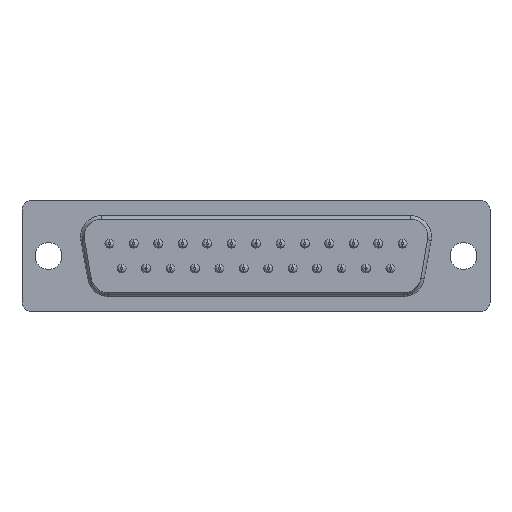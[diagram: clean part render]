
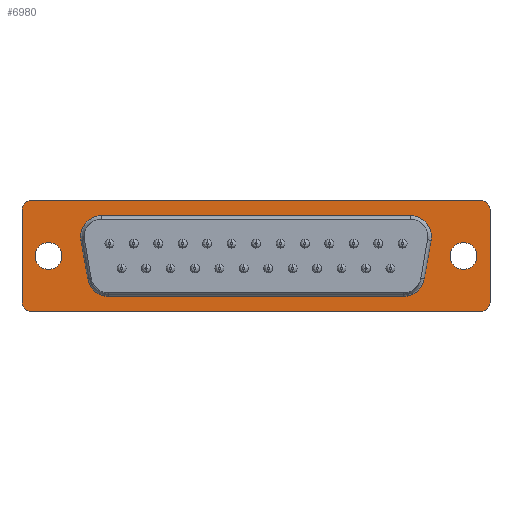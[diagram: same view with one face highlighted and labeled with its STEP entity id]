
A CAD part, top view. The second image highlights one B-rep face of the part: STEP entity #6980.
In plain terms, the highlighted planar face has unit normal (0, 0, 1).
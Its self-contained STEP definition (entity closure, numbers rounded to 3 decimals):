
#4504=FACE_BOUND('',#8993,.T.);
#4505=FACE_BOUND('',#8994,.T.);
#4506=FACE_BOUND('',#8995,.T.);
#4507=FACE_BOUND('',#8996,.T.);
#5865=CIRCLE('',#26937,1.525);
#5867=CIRCLE('',#26939,1.525);
#5869=CIRCLE('',#26941,1.525);
#5871=CIRCLE('',#26943,1.525);
#5875=CIRCLE('',#26980,2.4);
#5879=CIRCLE('',#26987,2.4);
#5883=CIRCLE('',#26994,2.4);
#5887=CIRCLE('',#26999,2.4);
#5888=CIRCLE('',#27000,2.4);
#5995=CIRCLE('',#27146,1.);
#5996=CIRCLE('',#27149,1.);
#5997=CIRCLE('',#27152,1.);
#5998=CIRCLE('',#27155,1.);
#6980=ADVANCED_FACE('',(#4504,#4505,#4506,#4507),#7793,.T.);
#7793=PLANE('',#27158);
#8993=EDGE_LOOP('',(#10612,#10613));
#8994=EDGE_LOOP('',(#10614,#10615,#10616,#10617,#10618,#10619,#10620,#10621,
#10622));
#8995=EDGE_LOOP('',(#10623,#10624));
#8996=EDGE_LOOP('',(#10625,#10626,#10627,#10628,#10629,#10630,#10631,#10632));
#10612=ORIENTED_EDGE('',*,*,#15421,.T.);
#10613=ORIENTED_EDGE('',*,*,#15425,.T.);
#10614=ORIENTED_EDGE('',*,*,#15535,.F.);
#10615=ORIENTED_EDGE('',*,*,#15534,.F.);
#10616=ORIENTED_EDGE('',*,*,#15537,.T.);
#10617=ORIENTED_EDGE('',*,*,#15528,.T.);
#10618=ORIENTED_EDGE('',*,*,#15526,.T.);
#10619=ORIENTED_EDGE('',*,*,#15519,.T.);
#10620=ORIENTED_EDGE('',*,*,#15517,.T.);
#10621=ORIENTED_EDGE('',*,*,#15509,.T.);
#10622=ORIENTED_EDGE('',*,*,#15754,.F.);
#10623=ORIENTED_EDGE('',*,*,#15427,.T.);
#10624=ORIENTED_EDGE('',*,*,#15431,.T.);
#10625=ORIENTED_EDGE('',*,*,#15753,.T.);
#10626=ORIENTED_EDGE('',*,*,#15730,.T.);
#10627=ORIENTED_EDGE('',*,*,#15735,.T.);
#10628=ORIENTED_EDGE('',*,*,#15738,.T.);
#10629=ORIENTED_EDGE('',*,*,#15741,.T.);
#10630=ORIENTED_EDGE('',*,*,#15744,.T.);
#10631=ORIENTED_EDGE('',*,*,#15747,.T.);
#10632=ORIENTED_EDGE('',*,*,#15750,.T.);
#14042=VERTEX_POINT('',#34482);
#14043=VERTEX_POINT('',#34483);
#14046=VERTEX_POINT('',#34498);
#14047=VERTEX_POINT('',#34499);
#14102=VERTEX_POINT('',#34675);
#14103=VERTEX_POINT('',#34676);
#14108=VERTEX_POINT('',#34691);
#14109=VERTEX_POINT('',#34695);
#14114=VERTEX_POINT('',#34709);
#14115=VERTEX_POINT('',#34713);
#14119=VERTEX_POINT('',#34723);
#14120=VERTEX_POINT('',#34725);
#14121=VERTEX_POINT('',#34727);
#14236=VERTEX_POINT('',#35572);
#14237=VERTEX_POINT('',#35573);
#14240=VERTEX_POINT('',#35582);
#14242=VERTEX_POINT('',#35588);
#14244=VERTEX_POINT('',#35594);
#14246=VERTEX_POINT('',#35600);
#14248=VERTEX_POINT('',#35606);
#14250=VERTEX_POINT('',#35612);
#15421=EDGE_CURVE('',#14042,#14043,#5865,.T.);
#15425=EDGE_CURVE('',#14043,#14042,#5867,.T.);
#15427=EDGE_CURVE('',#14046,#14047,#5869,.T.);
#15431=EDGE_CURVE('',#14047,#14046,#5871,.T.);
#15509=EDGE_CURVE('',#14102,#14103,#5875,.T.);
#15517=EDGE_CURVE('',#14108,#14102,#19493,.T.);
#15519=EDGE_CURVE('',#14109,#14108,#5879,.T.);
#15526=EDGE_CURVE('',#14114,#14109,#19498,.T.);
#15528=EDGE_CURVE('',#14115,#14114,#5883,.T.);
#15534=EDGE_CURVE('',#14119,#14120,#5887,.T.);
#15535=EDGE_CURVE('',#14120,#14121,#5888,.T.);
#15537=EDGE_CURVE('',#14119,#14115,#19503,.T.);
#15730=EDGE_CURVE('',#14236,#14237,#5995,.T.);
#15735=EDGE_CURVE('',#14237,#14240,#19594,.T.);
#15738=EDGE_CURVE('',#14240,#14242,#5996,.T.);
#15741=EDGE_CURVE('',#14242,#14244,#19599,.T.);
#15744=EDGE_CURVE('',#14244,#14246,#5997,.T.);
#15747=EDGE_CURVE('',#14246,#14248,#19604,.T.);
#15750=EDGE_CURVE('',#14248,#14250,#5998,.T.);
#15753=EDGE_CURVE('',#14250,#14236,#19609,.T.);
#15754=EDGE_CURVE('',#14121,#14103,#19610,.T.);
#19493=LINE('',#34690,#20772);
#19498=LINE('',#34708,#20777);
#19503=LINE('',#34730,#20782);
#19594=LINE('',#35581,#20873);
#19599=LINE('',#35593,#20878);
#19604=LINE('',#35605,#20883);
#19609=LINE('',#35617,#20888);
#19610=LINE('',#35619,#20889);
#20772=VECTOR('',#29170,1.);
#20777=VECTOR('',#29189,1.);
#20782=VECTOR('',#29212,1.);
#20873=VECTOR('',#29623,1.);
#20878=VECTOR('',#29634,1.);
#20883=VECTOR('',#29645,1.);
#20888=VECTOR('',#29656,1.);
#20889=VECTOR('',#29659,1.);
#26937=AXIS2_PLACEMENT_3D('',#34481,#28986,#28987);
#26939=AXIS2_PLACEMENT_3D('',#34492,#28993,#28994);
#26941=AXIS2_PLACEMENT_3D('',#34497,#28998,#28999);
#26943=AXIS2_PLACEMENT_3D('',#34508,#29005,#29006);
#26980=AXIS2_PLACEMENT_3D('',#34674,#29154,#29155);
#26987=AXIS2_PLACEMENT_3D('',#34694,#29174,#29175);
#26994=AXIS2_PLACEMENT_3D('',#34712,#29193,#29194);
#26999=AXIS2_PLACEMENT_3D('',#34724,#29205,#29206);
#27000=AXIS2_PLACEMENT_3D('',#34726,#29207,#29208);
#27146=AXIS2_PLACEMENT_3D('',#35571,#29615,#29616);
#27149=AXIS2_PLACEMENT_3D('',#35587,#29628,#29629);
#27152=AXIS2_PLACEMENT_3D('',#35599,#29639,#29640);
#27155=AXIS2_PLACEMENT_3D('',#35611,#29650,#29651);
#27158=AXIS2_PLACEMENT_3D('',#35620,#29660,#29661);
#28986=DIRECTION('',(0.,0.,-1.));
#28987=DIRECTION('',(-1.,0.,0.));
#28993=DIRECTION('',(0.,0.,-1.));
#28994=DIRECTION('',(1.,0.,0.));
#28998=DIRECTION('',(0.,0.,-1.));
#28999=DIRECTION('',(-1.,0.,0.));
#29005=DIRECTION('',(0.,0.,-1.));
#29006=DIRECTION('',(1.,0.,0.));
#29154=DIRECTION('',(0.,0.,-1.));
#29155=DIRECTION('',(-0.985,-0.174,0.));
#29170=DIRECTION('',(-0.174,0.985,0.));
#29174=DIRECTION('',(0.,0.,-1.));
#29175=DIRECTION('',(0.,-1.,0.));
#29189=DIRECTION('',(-1.,0.,0.));
#29193=DIRECTION('',(0.,0.,-1.));
#29194=DIRECTION('',(0.985,-0.174,0.));
#29205=DIRECTION('',(0.,0.,1.));
#29206=DIRECTION('',(0.985,-0.174,0.));
#29207=DIRECTION('',(0.,0.,1.));
#29208=DIRECTION('',(1.,0.,0.));
#29212=DIRECTION('',(-0.174,-0.985,0.));
#29615=DIRECTION('',(0.,0.,1.));
#29616=DIRECTION('',(1.,0.,0.));
#29623=DIRECTION('',(-1.,0.,0.));
#29628=DIRECTION('',(0.,0.,1.));
#29629=DIRECTION('',(0.,1.,0.));
#29634=DIRECTION('',(0.,-1.,0.));
#29639=DIRECTION('',(0.,0.,1.));
#29640=DIRECTION('',(-1.,0.,0.));
#29645=DIRECTION('',(1.,0.,0.));
#29650=DIRECTION('',(0.,0.,1.));
#29651=DIRECTION('',(0.,-1.,0.));
#29656=DIRECTION('',(0.,1.,0.));
#29659=DIRECTION('',(-1.,0.,0.));
#29660=DIRECTION('',(0.,0.,1.));
#29661=DIRECTION('',(1.,0.,0.));
#34481=CARTESIAN_POINT('',(23.52,0.,-32.293));
#34482=CARTESIAN_POINT('',(21.995,0.,-32.293));
#34483=CARTESIAN_POINT('',(25.045,0.,-32.293));
#34492=CARTESIAN_POINT('',(23.52,0.,-32.293));
#34497=CARTESIAN_POINT('',(-23.52,0.,-32.293));
#34498=CARTESIAN_POINT('',(-25.045,0.,-32.293));
#34499=CARTESIAN_POINT('',(-21.995,0.,-32.293));
#34508=CARTESIAN_POINT('',(-23.52,0.,-32.293));
#34674=CARTESIAN_POINT('',(-17.48,2.18,-32.293));
#34675=CARTESIAN_POINT('',(-19.844,1.763,-32.293));
#34676=CARTESIAN_POINT('',(-17.48,4.58,-32.293));
#34690=CARTESIAN_POINT('',(-19.075,-2.597,-32.293));
#34691=CARTESIAN_POINT('',(-19.075,-2.597,-32.293));
#34694=CARTESIAN_POINT('',(-16.711,-2.18,-32.293));
#34695=CARTESIAN_POINT('',(-16.711,-4.58,-32.293));
#34708=CARTESIAN_POINT('',(16.711,-4.58,-32.293));
#34709=CARTESIAN_POINT('',(16.711,-4.58,-32.293));
#34712=CARTESIAN_POINT('',(16.711,-2.18,-32.293));
#34713=CARTESIAN_POINT('',(19.075,-2.597,-32.293));
#34723=CARTESIAN_POINT('',(19.844,1.763,-32.293));
#34724=CARTESIAN_POINT('',(17.48,2.18,-32.293));
#34725=CARTESIAN_POINT('',(19.88,2.18,-32.293));
#34726=CARTESIAN_POINT('',(17.48,2.18,-32.293));
#34727=CARTESIAN_POINT('',(17.48,4.58,-32.293));
#34730=CARTESIAN_POINT('',(19.844,1.763,-32.293));
#35571=CARTESIAN_POINT('',(25.525,5.275,-32.293));
#35572=CARTESIAN_POINT('',(26.525,5.275,-32.293));
#35573=CARTESIAN_POINT('',(25.525,6.275,-32.293));
#35581=CARTESIAN_POINT('',(25.525,6.275,-32.293));
#35582=CARTESIAN_POINT('',(-25.525,6.275,-32.293));
#35587=CARTESIAN_POINT('',(-25.525,5.275,-32.293));
#35588=CARTESIAN_POINT('',(-26.525,5.275,-32.293));
#35593=CARTESIAN_POINT('',(-26.525,5.275,-32.293));
#35594=CARTESIAN_POINT('',(-26.525,-5.275,-32.293));
#35599=CARTESIAN_POINT('',(-25.525,-5.275,-32.293));
#35600=CARTESIAN_POINT('',(-25.525,-6.275,-32.293));
#35605=CARTESIAN_POINT('',(-25.525,-6.275,-32.293));
#35606=CARTESIAN_POINT('',(25.525,-6.275,-32.293));
#35611=CARTESIAN_POINT('',(25.525,-5.275,-32.293));
#35612=CARTESIAN_POINT('',(26.525,-5.275,-32.293));
#35617=CARTESIAN_POINT('',(26.525,-5.275,-32.293));
#35619=CARTESIAN_POINT('',(17.48,4.58,-32.293));
#35620=CARTESIAN_POINT('',(-29.178,-6.903,-32.293));
